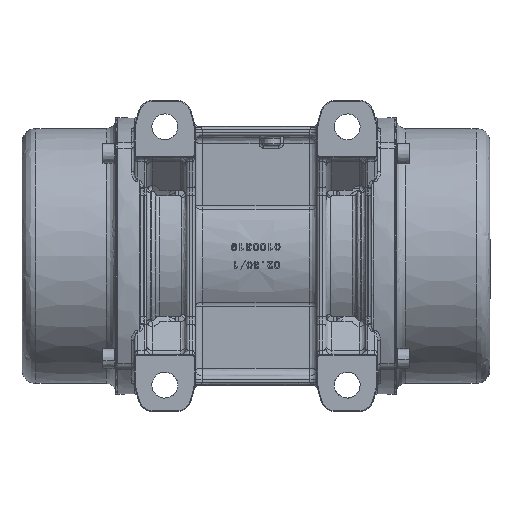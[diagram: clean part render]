
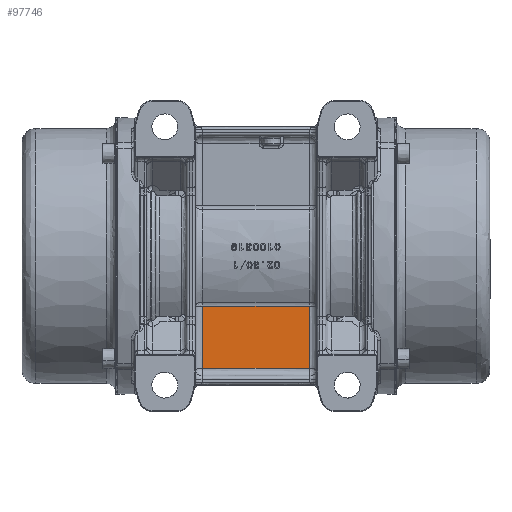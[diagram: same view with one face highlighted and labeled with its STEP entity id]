
A CAD part, front view. The second image highlights one B-rep face of the part: STEP entity #97746.
In plain terms, the highlighted planar face has unit normal (0, 1, 0).
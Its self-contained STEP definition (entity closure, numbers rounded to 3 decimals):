
#270 = CARTESIAN_POINT ( 'NONE',  ( -31.349, -55.571, -74. ) ) ;
#650 = ORIENTED_EDGE ( 'NONE', *, *, #129606, .F. ) ;
#6012 = VERTEX_POINT ( 'NONE', #77164 ) ;
#7180 = CARTESIAN_POINT ( 'NONE',  ( -31.349, -55.571, -32.918 ) ) ;
#9468 = PLANE ( 'NONE',  #78436 ) ;
#11409 = EDGE_LOOP ( 'NONE', ( #63695, #12085, #32854, #650 ) ) ;
#12085 = ORIENTED_EDGE ( 'NONE', *, *, #122464, .T. ) ;
#17698 = VERTEX_POINT ( 'NONE', #66962 ) ;
#19343 = LINE ( 'NONE', #89578, #46976 ) ;
#26391 = LINE ( 'NONE', #109622, #60502 ) ;
#28261 = CARTESIAN_POINT ( 'NONE',  ( -31.347, -55.571, -53.711 ) ) ;
#32854 = ORIENTED_EDGE ( 'NONE', *, *, #71222, .F. ) ;
#34324 = LINE ( 'NONE', #270, #35876 ) ;
#35876 = VECTOR ( 'NONE', #41133, 1000. ) ;
#40205 = DIRECTION ( 'NONE',  ( -1., 0., 0. ) ) ;
#41133 = DIRECTION ( 'NONE',  ( 1., 0., 0. ) ) ;
#46976 = VECTOR ( 'NONE', #40205, 1000. ) ;
#47799 = DIRECTION ( 'NONE',  ( 0., 0., -1. ) ) ;
#50449 = FACE_OUTER_BOUND ( 'NONE', #11409, .T. ) ;
#51263 = DIRECTION ( 'NONE',  ( 0., 0., -1. ) ) ;
#51892 = CARTESIAN_POINT ( 'NONE',  ( -31.347, -55.571, -74. ) ) ;
#56782 = CARTESIAN_POINT ( 'NONE',  ( -31.347, -55.571, -32.92 ) ) ;
#58926 = DIRECTION ( 'NONE',  ( 0., -1., 0. ) ) ;
#60502 = VECTOR ( 'NONE', #129123, 1000. ) ;
#63695 = ORIENTED_EDGE ( 'NONE', *, *, #75995, .F. ) ;
#66962 = CARTESIAN_POINT ( 'NONE',  ( 38.653, -55.571, -74. ) ) ;
#71222 = EDGE_CURVE ( 'NONE', #101180, #17698, #34324, .T. ) ;
#75995 = EDGE_CURVE ( 'NONE', #6012, #112020, #19343, .T. ) ;
#77164 = CARTESIAN_POINT ( 'NONE',  ( 38.653, -55.571, -32.92 ) ) ;
#78436 = AXIS2_PLACEMENT_3D ( 'NONE', #7180, #58926, #51263 ) ;
#89323 = LINE ( 'NONE', #28261, #120181 ) ;
#89578 = CARTESIAN_POINT ( 'NONE',  ( -31.349, -55.571, -32.92 ) ) ;
#97746 = ADVANCED_FACE ( 'NONE', ( #50449 ), #9468, .F. ) ;
#101180 = VERTEX_POINT ( 'NONE', #51892 ) ;
#109622 = CARTESIAN_POINT ( 'NONE',  ( 38.653, -55.571, -53.711 ) ) ;
#112020 = VERTEX_POINT ( 'NONE', #56782 ) ;
#120181 = VECTOR ( 'NONE', #47799, 1000. ) ;
#122464 = EDGE_CURVE ( 'NONE', #6012, #17698, #26391, .T. ) ;
#129123 = DIRECTION ( 'NONE',  ( 0., 0., -1. ) ) ;
#129606 = EDGE_CURVE ( 'NONE', #112020, #101180, #89323, .T. ) ;
